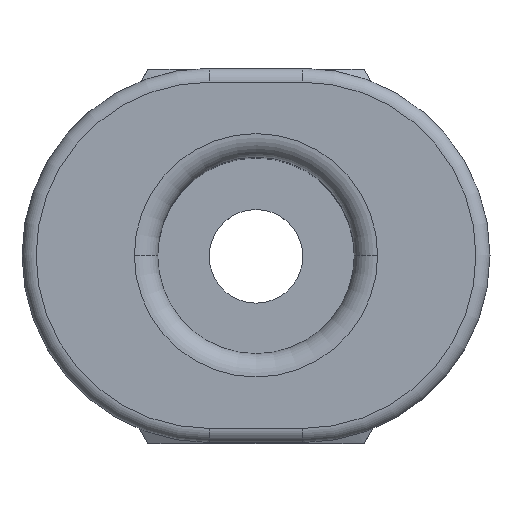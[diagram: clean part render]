
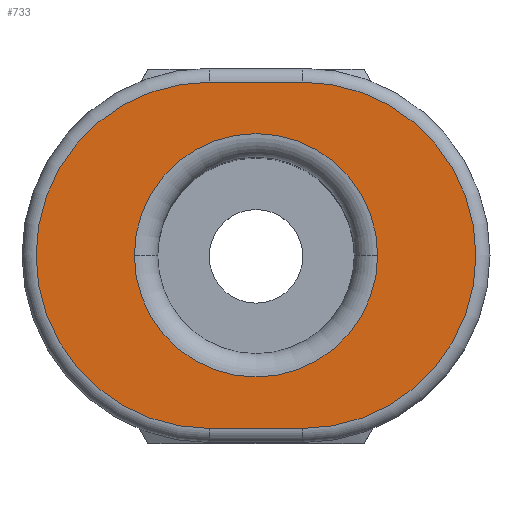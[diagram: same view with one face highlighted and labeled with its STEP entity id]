
A CAD part, top view. The second image highlights one B-rep face of the part: STEP entity #733.
In plain terms, the highlighted face is planar.
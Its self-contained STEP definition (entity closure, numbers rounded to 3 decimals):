
#625=CARTESIAN_POINT('',(2.6,-8.25,0.));
#626=VERTEX_POINT('',#625);
#634=CARTESIAN_POINT('',(-2.6,-8.25,0.));
#635=VERTEX_POINT('',#634);
#636=CARTESIAN_POINT('',(0.0,-8.25,0.0));
#637=DIRECTION('',(0.0,-1.0,0.0));
#638=DIRECTION('',(1.0,0.0,0.0));
#639=AXIS2_PLACEMENT_3D('',#636,#637,#638);
#640=CIRCLE('',#639,2.6);
#641=EDGE_CURVE('',#626,#635,#640,.T.);
#678=CARTESIAN_POINT('',(0.0,-8.25,0.0));
#679=DIRECTION('',(0.0,-1.0,0.0));
#680=DIRECTION('',(1.0,0.0,0.0));
#681=AXIS2_PLACEMENT_3D('',#678,#679,#680);
#682=CIRCLE('',#681,2.6);
#683=EDGE_CURVE('',#635,#626,#682,.T.);
#688=CARTESIAN_POINT('',(0.,-8.25,0.0));
#689=DIRECTION('',(0.0,1.0,0.0));
#690=DIRECTION('',(1.0,0.0,0.0));
#691=AXIS2_PLACEMENT_3D('',#688,#689,#690);
#692=PLANE('',#691);
#693=CARTESIAN_POINT('',(-1.0,-8.25,-3.7));
#694=VERTEX_POINT('',#693);
#695=CARTESIAN_POINT('',(-1.,-8.25,3.7));
#696=VERTEX_POINT('',#695);
#697=CARTESIAN_POINT('',(-1.0,-8.25,0.0));
#698=DIRECTION('',(0.0,1.0,0.0));
#699=DIRECTION('',(-1.0,0.0,0.0));
#700=AXIS2_PLACEMENT_3D('',#697,#698,#699);
#701=CIRCLE('',#700,3.7);
#702=EDGE_CURVE('',#694,#696,#701,.T.);
#703=ORIENTED_EDGE('',*,*,#702,.F.);
#704=CARTESIAN_POINT('',(1.0,-8.25,-3.7));
#705=VERTEX_POINT('',#704);
#706=CARTESIAN_POINT('',(1.0,-8.25,-3.7));
#707=DIRECTION('',(-1.0,0.0,0.0));
#708=VECTOR('',#707,2.0);
#709=LINE('',#706,#708);
#710=EDGE_CURVE('',#705,#694,#709,.T.);
#711=ORIENTED_EDGE('',*,*,#710,.F.);
#712=CARTESIAN_POINT('',(1.,-8.25,3.7));
#713=VERTEX_POINT('',#712);
#714=CARTESIAN_POINT('',(1.0,-8.25,0.0));
#715=DIRECTION('',(0.,1.0,0.));
#716=DIRECTION('',(1.0,0.,0.));
#717=AXIS2_PLACEMENT_3D('',#714,#715,#716);
#718=CIRCLE('',#717,3.7);
#719=EDGE_CURVE('',#713,#705,#718,.T.);
#720=ORIENTED_EDGE('',*,*,#719,.F.);
#721=CARTESIAN_POINT('',(-1.,-8.25,3.7));
#722=DIRECTION('',(1.0,0.0,0.0));
#723=VECTOR('',#722,2.);
#724=LINE('',#721,#723);
#725=EDGE_CURVE('',#696,#713,#724,.T.);
#726=ORIENTED_EDGE('',*,*,#725,.F.);
#727=EDGE_LOOP('',(#703,#711,#720,#726));
#728=FACE_OUTER_BOUND('',#727,.T.);
#729=ORIENTED_EDGE('',*,*,#683,.F.);
#730=ORIENTED_EDGE('',*,*,#641,.F.);
#731=EDGE_LOOP('',(#729,#730));
#732=FACE_BOUND('',#731,.T.);
#733=ADVANCED_FACE('',(#728,#732),#692,.F.);
